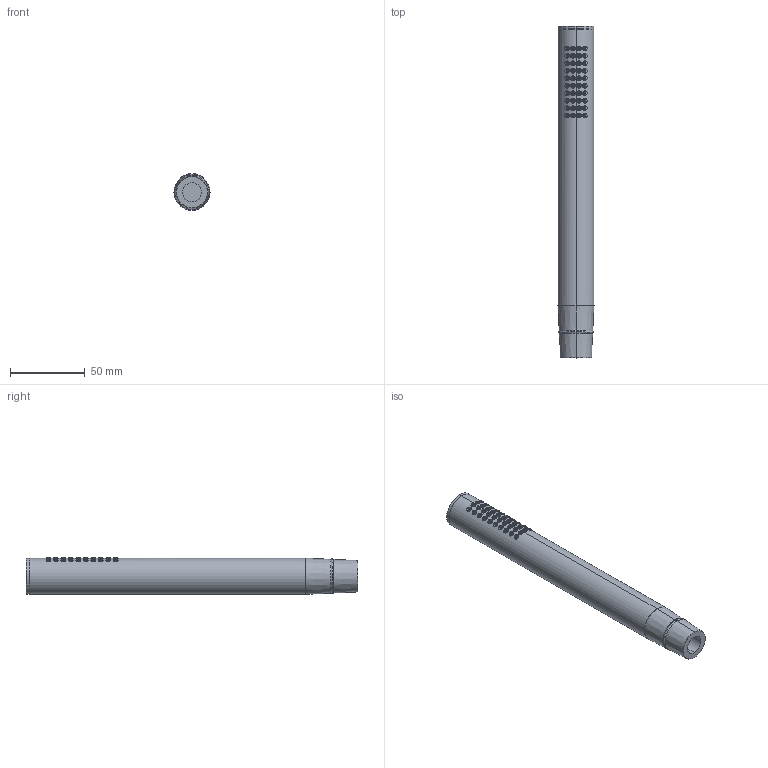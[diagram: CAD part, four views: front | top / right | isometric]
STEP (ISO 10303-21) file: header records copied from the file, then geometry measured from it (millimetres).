
FILE_DESCRIPTION (( 'STEP AP214' ), '1' );
FILE_NAME ('CHUVEIRO MAO.STEP', '2022-10-04T09:38:28', ( 'Solid' ), ( '' ), 'SwSTEP 2.0', 'SolidWorks 2019', '' );
FILE_SCHEMA (( 'AUTOMOTIVE_DESIGN' ));
Length unit declared in the file: millimetre
Products named in the file (1): CHUVEIRO MAO
Bounding box: 24.2 x 222.28 x 24.51 mm (x, y, z)
Volume: 96828.7 mm3; surface area: 22241 mm2
Topology: 3 solids, 3 shells, 563 faces, 1402 edges, 930 vertices
Faces by surface type: bspline 240, cylinder 172, cone 84, plane 51, torus 16
Entity records: 45578 total; most frequent: CARTESIAN_POINT 28308, ORIENTED_EDGE 2804, DIRECTION 1436, EDGE_CURVE 1402, VERTEX_POINT 930, B_SPLINE_CURVE_WITH_KNOTS 920, EDGE_LOOP 650, AXIS2_PLACEMENT_3D 630
